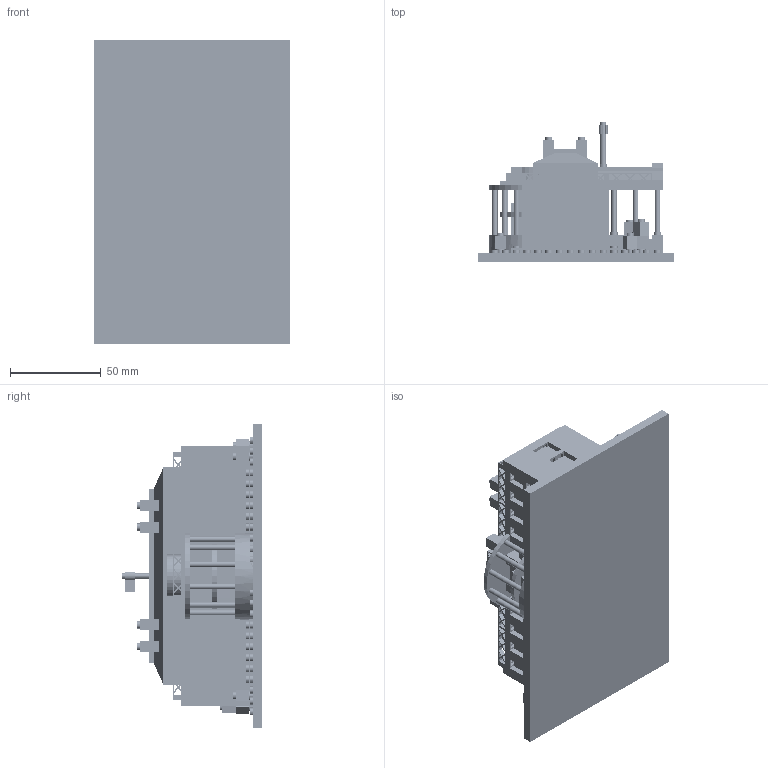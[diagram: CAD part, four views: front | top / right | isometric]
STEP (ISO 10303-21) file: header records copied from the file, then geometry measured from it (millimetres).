
FILE_DESCRIPTION (( 'STEP AP214' ), '1' );
FILE_NAME ('Lego White House-jp.STEP', '2023-03-24T02:09:47', ( '' ), ( '' ), 'SwSTEP 2.0', 'SolidWorks 2022', '' );
FILE_SCHEMA (( 'AUTOMOTIVE_DESIGN' ));
Length unit declared in the file: centimetre
Products named in the file (20): Lego 0.25x1.jp; Tubo.jp; circulo.jp; Lego White House-jp; Semicirc.jp; Barandal.jp; soteax4.jp; Lego 0.75 4x2.jp; Base.jp; Lego 0.25x2.jp; Lego 0.75x1.jp; Lego 0.75x2.jp; Semicircx0.5.jp; soteax.5.jp; Lego 0.25x1Tap.jp; Lego 0.25x2Tap.jp; soteax3.jp; Lego 0.25 Sop.jp; manopla.jp; tronqui.jp
Assembly tree (852 placements, depth 2):
  Lego White House-jp
    Base.jp
    Lego 0.75x2.jp  x96
    Lego 0.25x2.jp  x264
    Lego 0.25x1.jp  x136
    Lego 0.25x1Tap.jp  x25
    Lego 0.75 4x2.jp  x6
    Semicirc.jp  x2
    Lego 0.25 Sop.jp  x62
    Lego 0.25x2Tap.jp  x50
    Lego 0.75x1.jp  x123
    Semicircx0.5.jp
    Tubo.jp  x15
    Barandal.jp  x15
    circulo.jp
    soteax.5.jp  x10
    soteax3.jp  x32
    tronqui.jp  x8
    soteax4.jp  x4
    manopla.jp
Bounding box: 108 x 77.5 x 168 mm (x, y, z)
Volume: 269264.5 mm3; surface area: 363595.5 mm2
Topology: 852 solids, 852 shells, 17630 faces, 37656 edges, 25032 vertices
Faces by surface type: plane 12260, cylinder 5370
Entity records: 49688 total; most frequent: DIRECTION 9876, CARTESIAN_POINT 7769, ORIENTED_EDGE 6440, AXIS2_PLACEMENT_3D 4248, EDGE_CURVE 3220, VERTEX_POINT 2141, EDGE_LOOP 2009, CIRCLE 1840
